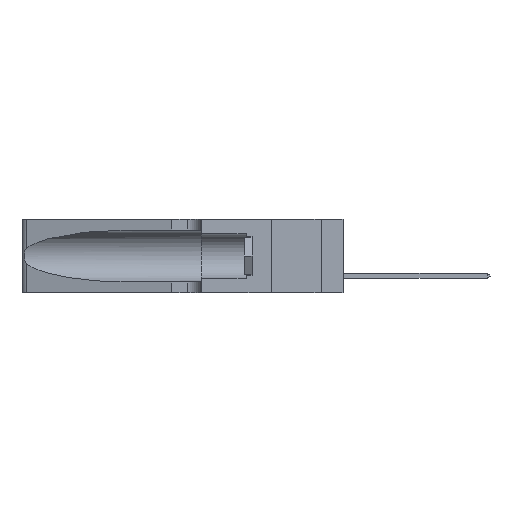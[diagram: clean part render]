
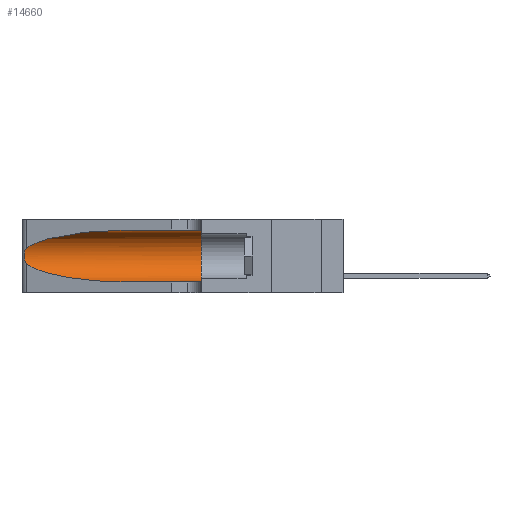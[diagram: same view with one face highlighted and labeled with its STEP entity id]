
A CAD part, left-side view. The second image highlights one B-rep face of the part: STEP entity #14660.
In plain terms, the highlighted cylindrical face has radius 3.308 mm (diameter 6.617 mm), a partial arc.
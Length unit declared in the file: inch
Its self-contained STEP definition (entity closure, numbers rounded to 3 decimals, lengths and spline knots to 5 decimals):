
#610 = DIRECTION ( 'NONE',  ( 0., 1., 0. ) ) ;
#1126 = CARTESIAN_POINT ( 'NONE',  ( 0.26075, 1.23896, 0.19203 ) ) ;
#1260 = LINE ( 'NONE', #8503, #5600 ) ;
#2018 = EDGE_CURVE ( 'NONE', #14684, #6403, #13745, .T. ) ;
#2019 = VERTEX_POINT ( 'NONE', #19364 ) ;
#2050 = CARTESIAN_POINT ( 'NONE',  ( 0.18966, 0.96281, 0.31525 ) ) ;
#3502 = CYLINDRICAL_SURFACE ( 'NONE', #11835, 0.13025 ) ;
#4014 = AXIS2_PLACEMENT_3D ( 'NONE', #10108, #610, #23069 ) ;
#4371 = CIRCLE ( 'NONE', #4014, 0.13025 ) ;
#4785 = CARTESIAN_POINT ( 'NONE',  ( 0.25639, 1.23186, 0.15144 ) ) ;
#4868 = CARTESIAN_POINT ( 'NONE',  ( 0.25789, 1.23486, 0.15765 ) ) ;
#5600 = VECTOR ( 'NONE', #17798, 39.37008 ) ;
#5695 =( BOUNDED_CURVE ( )  B_SPLINE_CURVE ( 3, ( #11635, #2050, #21098, #19236 ),
 .UNSPECIFIED., .F., .T. ) 
 B_SPLINE_CURVE_WITH_KNOTS ( ( 4, 4 ),
 ( 1.5708, 2.84003 ),
 .UNSPECIFIED. ) 
 CURVE ( )  GEOMETRIC_REPRESENTATION_ITEM ( )  RATIONAL_B_SPLINE_CURVE ( ( 1., 0.87, 0.87, 1. ) ) 
 REPRESENTATION_ITEM ( '' )  );
#6253 = CARTESIAN_POINT ( 'NONE',  ( 0.1305, 0.72297, 0.05475 ) ) ;
#6403 = VERTEX_POINT ( 'NONE', #15965 ) ;
#6726 = DIRECTION ( 'NONE',  ( 0., -1., 0. ) ) ;
#7563 = ORIENTED_EDGE ( 'NONE', *, *, #22441, .T. ) ;
#8257 = EDGE_LOOP ( 'NONE', ( #7563, #13025, #20179, #14562, #8446, #16409 ) ) ;
#8446 = ORIENTED_EDGE ( 'NONE', *, *, #16047, .F. ) ;
#8503 = CARTESIAN_POINT ( 'NONE',  ( 0.1305, 1.61858, 0.05475 ) ) ;
#9607 = FACE_OUTER_BOUND ( 'NONE', #8257, .T. ) ;
#10016 = CARTESIAN_POINT ( 'NONE',  ( 0.2373, 1.15595, 0.08982 ) ) ;
#10108 = CARTESIAN_POINT ( 'NONE',  ( 0.1305, 0.35, 0.185 ) ) ;
#10305 = CARTESIAN_POINT ( 'NONE',  ( 0.25487, 1.22718, 0.14631 ) ) ;
#10530 = CARTESIAN_POINT ( 'NONE',  ( 0.25856, 1.23593, 0.16098 ) ) ;
#11120 = CARTESIAN_POINT ( 'NONE',  ( 0.1305, 0.72297, 0.31525 ) ) ;
#11162 = CARTESIAN_POINT ( 'NONE',  ( 0.1305, 0.35, 0.31525 ) ) ;
#11635 = CARTESIAN_POINT ( 'NONE',  ( 0.1305, 0.72297, 0.31525 ) ) ;
#11683 = CARTESIAN_POINT ( 'NONE',  ( 0.1305, 0.35, 0.05475 ) ) ;
#11835 = AXIS2_PLACEMENT_3D ( 'NONE', #15849, #17376, #11899 ) ;
#11899 = DIRECTION ( 'NONE',  ( 0., 0., -1. ) ) ;
#12251 = CARTESIAN_POINT ( 'NONE',  ( 0.25787, 1.23484, 0.2124 ) ) ;
#12402 = CARTESIAN_POINT ( 'NONE',  ( 0.25555, 1.22993, 0.14849 ) ) ;
#13025 = ORIENTED_EDGE ( 'NONE', *, *, #2018, .T. ) ;
#13745 = B_SPLINE_CURVE_WITH_KNOTS ( 'NONE', 3,
 ( #14234, #15955, #17733, #12251, #23504, #21371, #1126, #15800, #15876, #10530, #4868, #4785, #12402, #10305 ),
 .UNSPECIFIED., .F., .F.,
 ( 4, 2, 2, 2, 2, 2, 4 ),
 ( 0., 0.00027, 0.00053, 0.00107, 0.0016, 0.00187, 0.00214 ),
 .UNSPECIFIED. ) ;
#13971 = LINE ( 'NONE', #19377, #22368 ) ;
#14234 = CARTESIAN_POINT ( 'NONE',  ( 0.25487, 1.22718, 0.22369 ) ) ;
#14562 = ORIENTED_EDGE ( 'NONE', *, *, #21159, .T. ) ;
#14600 = CARTESIAN_POINT ( 'NONE',  ( 0.25487, 1.22718, 0.22369 ) ) ;
#14660 = ADVANCED_FACE ( 'NONE', ( #9607 ), #3502, .F. ) ;
#14684 = VERTEX_POINT ( 'NONE', #14600 ) ;
#15681 =( BOUNDED_CURVE ( )  B_SPLINE_CURVE ( 3, ( #17349, #10016, #19298, #6253 ),
 .UNSPECIFIED., .F., .F. ) 
 B_SPLINE_CURVE_WITH_KNOTS ( ( 4, 4 ),
 ( 3.44316, 4.71239 ),
 .UNSPECIFIED. ) 
 CURVE ( )  GEOMETRIC_REPRESENTATION_ITEM ( )  RATIONAL_B_SPLINE_CURVE ( ( 1., 0.87, 0.87, 1. ) ) 
 REPRESENTATION_ITEM ( '' )  );
#15800 = CARTESIAN_POINT ( 'NONE',  ( 0.26075, 1.23896, 0.178 ) ) ;
#15849 = CARTESIAN_POINT ( 'NONE',  ( 0.1305, 1.61858, 0.185 ) ) ;
#15876 = CARTESIAN_POINT ( 'NONE',  ( 0.26017, 1.23833, 0.17102 ) ) ;
#15955 = CARTESIAN_POINT ( 'NONE',  ( 0.25555, 1.22994, 0.2215 ) ) ;
#15965 = CARTESIAN_POINT ( 'NONE',  ( 0.25487, 1.22718, 0.14631 ) ) ;
#16047 = EDGE_CURVE ( 'NONE', #22191, #16741, #4371, .T. ) ;
#16409 = ORIENTED_EDGE ( 'NONE', *, *, #20401, .F. ) ;
#16741 = VERTEX_POINT ( 'NONE', #11683 ) ;
#17349 = CARTESIAN_POINT ( 'NONE',  ( 0.25487, 1.22718, 0.14631 ) ) ;
#17376 = DIRECTION ( 'NONE',  ( 0., -1., 0. ) ) ;
#17733 = CARTESIAN_POINT ( 'NONE',  ( 0.25639, 1.23184, 0.21858 ) ) ;
#17798 = DIRECTION ( 'NONE',  ( 0., -1., 0. ) ) ;
#19236 = CARTESIAN_POINT ( 'NONE',  ( 0.25487, 1.22718, 0.22369 ) ) ;
#19298 = CARTESIAN_POINT ( 'NONE',  ( 0.18966, 0.96281, 0.05475 ) ) ;
#19364 = CARTESIAN_POINT ( 'NONE',  ( 0.1305, 0.72297, 0.05475 ) ) ;
#19377 = CARTESIAN_POINT ( 'NONE',  ( 0.1305, 1.61858, 0.31525 ) ) ;
#20179 = ORIENTED_EDGE ( 'NONE', *, *, #23093, .T. ) ;
#20401 = EDGE_CURVE ( 'NONE', #23559, #22191, #13971, .T. ) ;
#21098 = CARTESIAN_POINT ( 'NONE',  ( 0.2373, 1.15595, 0.28018 ) ) ;
#21159 = EDGE_CURVE ( 'NONE', #2019, #16741, #1260, .T. ) ;
#21371 = CARTESIAN_POINT ( 'NONE',  ( 0.26018, 1.23835, 0.19895 ) ) ;
#22191 = VERTEX_POINT ( 'NONE', #11162 ) ;
#22368 = VECTOR ( 'NONE', #6726, 39.37008 ) ;
#22441 = EDGE_CURVE ( 'NONE', #23559, #14684, #5695, .T. ) ;
#23069 = DIRECTION ( 'NONE',  ( 0., 0., 1. ) ) ;
#23093 = EDGE_CURVE ( 'NONE', #6403, #2019, #15681, .T. ) ;
#23504 = CARTESIAN_POINT ( 'NONE',  ( 0.25854, 1.2359, 0.20912 ) ) ;
#23559 = VERTEX_POINT ( 'NONE', #11120 ) ;
